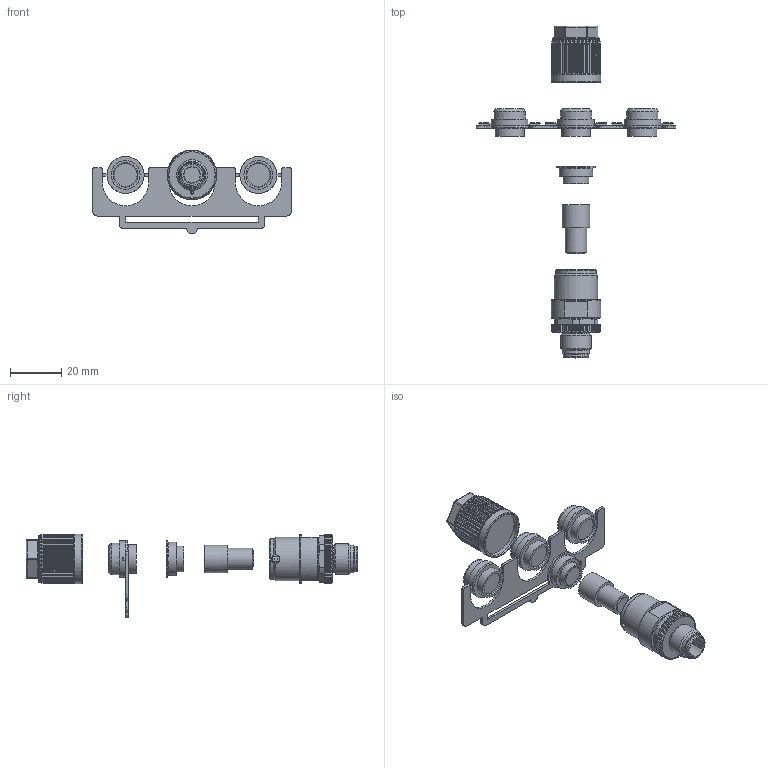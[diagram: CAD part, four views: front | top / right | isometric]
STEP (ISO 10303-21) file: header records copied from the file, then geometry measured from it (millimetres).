
FILE_DESCRIPTION(/* description */ (''),/* implementation_level */ '2;1');
FILE_NAME(/* name */ '100670304ugm000_a.stp',/* time_stamp */ '2016-05-03T11:29:43+02:00',/* author */ (''),/* organization */ (''),/* preprocessor_version */ 'ST-DEVELOPER v16',/* originating_system */ 'SIEMENS PLM Software NX 10.0',/* authorisation */ '');
FILE_SCHEMA (('AUTOMOTIVE_DESIGN { 1 0 10303 214 3 1 1 1 }'));
Length unit declared in the file: millimetre
Products named in the file (6): 21010103103_02-A-Ueberwurfmutter_M12-L_SW15; 21010102017_01-A-M12-L_comb_with_seals_shielded; 21010101220_62-A-shielding_element; 21038121405_69-A-M12_contact_carrier_crimp_18.6mm; 21038821415_02-A-M12-L_male_4-pole_D-coded; 100670304ugm000_a
Assembly tree (5 placements, depth 2):
  100670304ugm000_a
    21038821415_02-A-M12-L_male_4-pole_D-coded
    21038121405_69-A-M12_contact_carrier_crimp_18.6mm
    21010101220_62-A-shielding_element
    21010102017_01-A-M12-L_comb_with_seals_shielded
    21010103103_02-A-Ueberwurfmutter_M12-L_SW15
Bounding box: 78 x 129.95 x 32.85 mm (x, y, z)
Volume: 17550.3 mm3; surface area: 15520.4 mm2
Topology: 7 solids, 7 shells, 1309 faces, 3363 edges, 2101 vertices
Faces by surface type: plane 567, cylinder 389, bspline 265, cone 70, sphere 12, torus 6
Full cylindrical faces by diameter (mm): 1.4 x1, 3.3 x2, 6.3 x1, 6.5 x1, 8 x1, 8.3 x1, 8.35 x1, 8.699 x1, 9 x3, 9.2 x1, 9.5 x1, 9.6 x1, 9.9 x1, 10 x1, 10.2 x1, 10.3 x3, 10.7 x3, 11.3 x3, 11.6 x1, 12 x1, 13 x1, 13.1 x1, 13.15 x1, 14.25 x1, 14.4 x3, 14.41 x1, 14.5 x3, 16 x1, 17 x1, 17.5 x1
Entity records: 46155 total; most frequent: CARTESIAN_POINT 15027, ORIENTED_EDGE 6480, DIRECTION 5617, EDGE_CURVE 3240, AXIS2_PLACEMENT_3D 2094, VERTEX_POINT 2092, EDGE_LOOP 1473, LINE 1429
